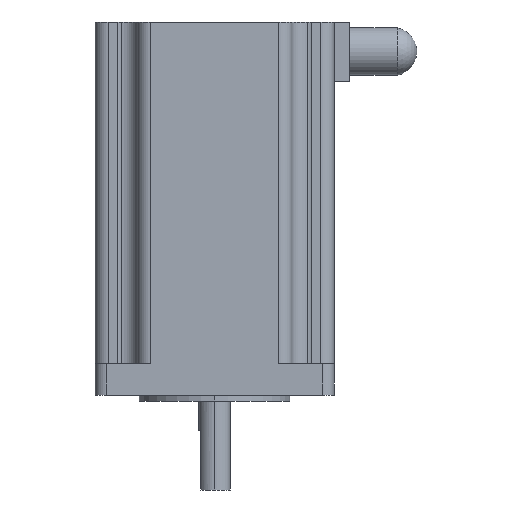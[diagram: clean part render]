
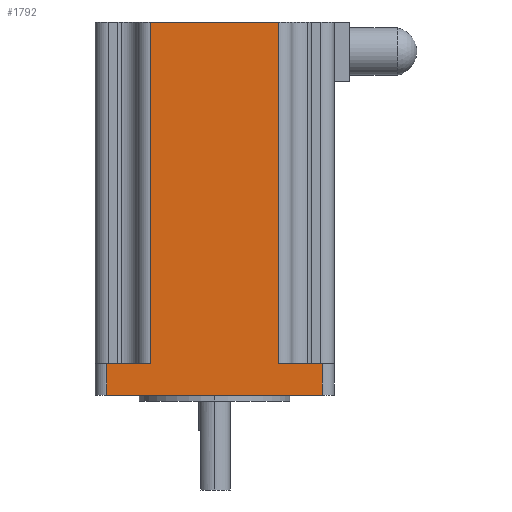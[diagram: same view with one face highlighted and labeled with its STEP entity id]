
A CAD part, left-side view. The second image highlights one B-rep face of the part: STEP entity #1792.
In plain terms, the highlighted planar face has unit normal (-1, 0, 0).
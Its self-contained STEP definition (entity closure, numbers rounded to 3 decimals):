
#10 = DIRECTION ( 'NONE',  ( 0., 0., 1. ) ) ;
#22 = DIRECTION ( 'NONE',  ( 0., -1., 0. ) ) ;
#71 = CARTESIAN_POINT ( 'NONE',  ( -30.25, 27.25, 0. ) ) ;
#77 = DIRECTION ( 'NONE',  ( 0., -1., 0. ) ) ;
#114 = CARTESIAN_POINT ( 'NONE',  ( -30.25, -19.575, 8. ) ) ;
#132 = CARTESIAN_POINT ( 'NONE',  ( -30.25, -16.275, 94.5 ) ) ;
#134 = DIRECTION ( 'NONE',  ( 0., -1., 0. ) ) ;
#155 = CARTESIAN_POINT ( 'NONE',  ( -30.25, 27.25, 94.5 ) ) ;
#207 = DIRECTION ( 'NONE',  ( 0., -1., 0. ) ) ;
#208 = CARTESIAN_POINT ( 'NONE',  ( -30.25, 27.25, 8. ) ) ;
#301 = DIRECTION ( 'NONE',  ( 0., 0., -1. ) ) ;
#302 = CARTESIAN_POINT ( 'NONE',  ( -30.25, 16.275, 94.5 ) ) ;
#359 = VECTOR ( 'NONE', #10, 1000. ) ;
#375 = VECTOR ( 'NONE', #1813, 1000. ) ;
#477 = VECTOR ( 'NONE', #22, 1000. ) ;
#486 = VECTOR ( 'NONE', #207, 1000. ) ;
#492 = VECTOR ( 'NONE', #134, 1000. ) ;
#494 = VECTOR ( 'NONE', #1845, 1000. ) ;
#495 = VECTOR ( 'NONE', #301, 1000. ) ;
#534 = VECTOR ( 'NONE', #77, 1000. ) ;
#577 = AXIS2_PLACEMENT_3D ( 'NONE', #1273, #1274, #1275 ) ;
#610 = ORIENTED_EDGE ( 'NONE', *, *, #1666, .F. ) ;
#611 = ORIENTED_EDGE ( 'NONE', *, *, #1559, .F. ) ;
#683 = VERTEX_POINT ( 'NONE', #1114 ) ;
#684 = VERTEX_POINT ( 'NONE', #1115 ) ;
#686 = VERTEX_POINT ( 'NONE', #1117 ) ;
#687 = VERTEX_POINT ( 'NONE', #1118 ) ;
#690 = VERTEX_POINT ( 'NONE', #1121 ) ;
#691 = VERTEX_POINT ( 'NONE', #1122 ) ;
#693 = VERTEX_POINT ( 'NONE', #1124 ) ;
#695 = VERTEX_POINT ( 'NONE', #1126 ) ;
#791 = ORIENTED_EDGE ( 'NONE', *, *, #1673, .T. ) ;
#792 = ORIENTED_EDGE ( 'NONE', *, *, #1714, .T. ) ;
#793 = ORIENTED_EDGE ( 'NONE', *, *, #1710, .F. ) ;
#794 = ORIENTED_EDGE ( 'NONE', *, *, #1678, .T. ) ;
#795 = ORIENTED_EDGE ( 'NONE', *, *, #1595, .F. ) ;
#797 = ORIENTED_EDGE ( 'NONE', *, *, #1598, .T. ) ;
#910 = LINE ( 'NONE', #208, #486 ) ;
#935 = LINE ( 'NONE', #114, #477 ) ;
#937 = LINE ( 'NONE', #132, #359 ) ;
#947 = LINE ( 'NONE', #155, #492 ) ;
#955 = LINE ( 'NONE', #302, #495 ) ;
#957 = LINE ( 'NONE', #71, #534 ) ;
#994 = LINE ( 'NONE', #1814, #494 ) ;
#997 = LINE ( 'NONE', #1837, #375 ) ;
#1070 = FACE_OUTER_BOUND ( 'NONE', #1432, .T. ) ;
#1114 = CARTESIAN_POINT ( 'NONE',  ( -30.25, -16.275, 8. ) ) ;
#1115 = CARTESIAN_POINT ( 'NONE',  ( -30.25, -16.275, 94.5 ) ) ;
#1117 = CARTESIAN_POINT ( 'NONE',  ( -30.25, 16.275, 94.5 ) ) ;
#1118 = CARTESIAN_POINT ( 'NONE',  ( -30.25, 16.275, 8. ) ) ;
#1121 = CARTESIAN_POINT ( 'NONE',  ( -30.25, -27.25, 8. ) ) ;
#1122 = CARTESIAN_POINT ( 'NONE',  ( -30.25, -27.25, 0. ) ) ;
#1124 = CARTESIAN_POINT ( 'NONE',  ( -30.25, 27.25, 0. ) ) ;
#1126 = CARTESIAN_POINT ( 'NONE',  ( -30.25, 27.25, 8. ) ) ;
#1272 = PLANE ( 'NONE',  #577 ) ;
#1273 = CARTESIAN_POINT ( 'NONE',  ( -30.25, 27.25, 94.5 ) ) ;
#1274 = DIRECTION ( 'NONE',  ( 1., 0., 0. ) ) ;
#1275 = DIRECTION ( 'NONE',  ( 0., 1., 0. ) ) ;
#1432 = EDGE_LOOP ( 'NONE', ( #610, #791, #611, #792, #794, #793, #795, #797 ) ) ;
#1559 = EDGE_CURVE ( 'NONE', #695, #687, #910, .T. ) ;
#1595 = EDGE_CURVE ( 'NONE', #683, #690, #935, .T. ) ;
#1598 = EDGE_CURVE ( 'NONE', #683, #684, #937, .T. ) ;
#1666 = EDGE_CURVE ( 'NONE', #686, #684, #947, .T. ) ;
#1673 = EDGE_CURVE ( 'NONE', #686, #687, #955, .T. ) ;
#1678 = EDGE_CURVE ( 'NONE', #693, #691, #957, .T. ) ;
#1710 = EDGE_CURVE ( 'NONE', #690, #691, #994, .T. ) ;
#1714 = EDGE_CURVE ( 'NONE', #695, #693, #997, .T. ) ;
#1792 = ADVANCED_FACE ( 'NONE', ( #1070 ), #1272, .F. ) ;
#1813 = DIRECTION ( 'NONE',  ( 0., 0., -1. ) ) ;
#1814 = CARTESIAN_POINT ( 'NONE',  ( -30.25, -27.25, 94.5 ) ) ;
#1837 = CARTESIAN_POINT ( 'NONE',  ( -30.25, 27.25, 94.5 ) ) ;
#1845 = DIRECTION ( 'NONE',  ( 0., 0., -1. ) ) ;
